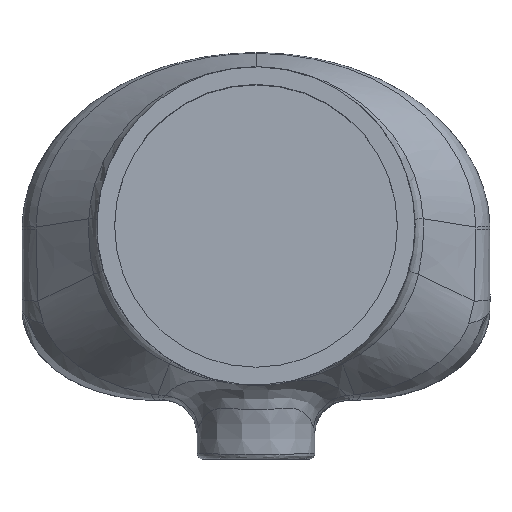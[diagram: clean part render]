
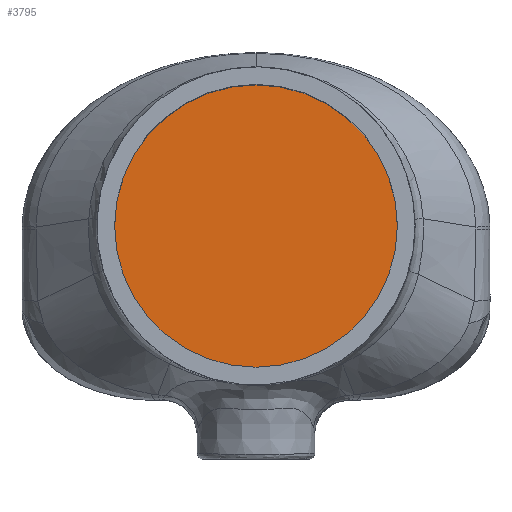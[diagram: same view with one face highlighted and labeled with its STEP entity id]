
A CAD part, top view. The second image highlights one B-rep face of the part: STEP entity #3795.
In plain terms, the highlighted planar face has unit normal (0, 0, 1).
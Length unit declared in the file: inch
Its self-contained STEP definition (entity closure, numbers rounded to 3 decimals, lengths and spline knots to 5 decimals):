
#1028=FACE_OUTER_BOUND('',#1271,.T.);
#1271=EDGE_LOOP('',(#2897));
#1534=CIRCLE('',#4030,25.);
#1769=VERTEX_POINT('',#14149);
#2184=EDGE_CURVE('',#1769,#1769,#1534,.T.);
#2897=ORIENTED_EDGE('',*,*,#2184,.T.);
#3629=PLANE('',#4033);
#3795=ADVANCED_FACE('',(#1028),#3629,.T.);
#4030=AXIS2_PLACEMENT_3D('',#14150,#4511,#4512);
#4033=AXIS2_PLACEMENT_3D('',#14154,#4517,#4518);
#4511=DIRECTION('center_axis',(0.,0.,1.));
#4512=DIRECTION('ref_axis',(-1.,0.,0.));
#4517=DIRECTION('center_axis',(0.,0.,1.));
#4518=DIRECTION('ref_axis',(1.,0.,0.));
#14149=CARTESIAN_POINT('',(25.,0.,3.));
#14150=CARTESIAN_POINT('Origin',(0.,0.,3.));
#14154=CARTESIAN_POINT('Origin',(0.,0.,
3.));
